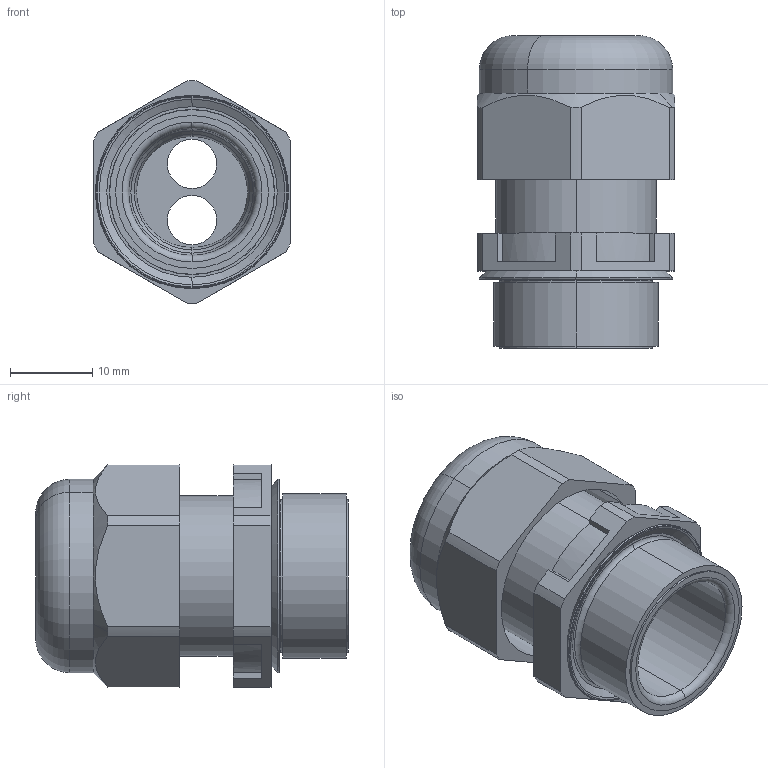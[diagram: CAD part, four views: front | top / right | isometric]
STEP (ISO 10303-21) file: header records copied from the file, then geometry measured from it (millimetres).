
FILE_DESCRIPTION (( 'STEP AP214' ), '1' );
FILE_NAME ('2022114.STEP', '2026-01-22T09:40:38', ( '' ), ( '' ), 'SwSTEP 2.0', 'SolidWorks 2024', '' );
FILE_SCHEMA (( 'AUTOMOTIVE_DESIGN' ));
Length unit declared in the file: millimetre
Products named in the file (4): EV726_M20 2x6; 2022114; 0005782_technische Darstellung; 0005775_grafische Darstellung
Assembly tree (3 placements, depth 2):
  2022114
    0005782_technische Darstellung
    EV726_M20 2x6
    0005775_grafische Darstellung
Bounding box: 24 x 38 x 27 mm (x, y, z)
Volume: 7797.6 mm3; surface area: 8496 mm2
Topology: 3 solids, 3 shells, 123 faces, 289 edges, 180 vertices
Faces by surface type: cylinder 47, plane 42, torus 18, cone 16
Entity records: 3756 total; most frequent: DIRECTION 691, CARTESIAN_POINT 680, ORIENTED_EDGE 578, EDGE_CURVE 289, AXIS2_PLACEMENT_3D 279, VERTEX_POINT 180, CIRCLE 150, EDGE_LOOP 139
